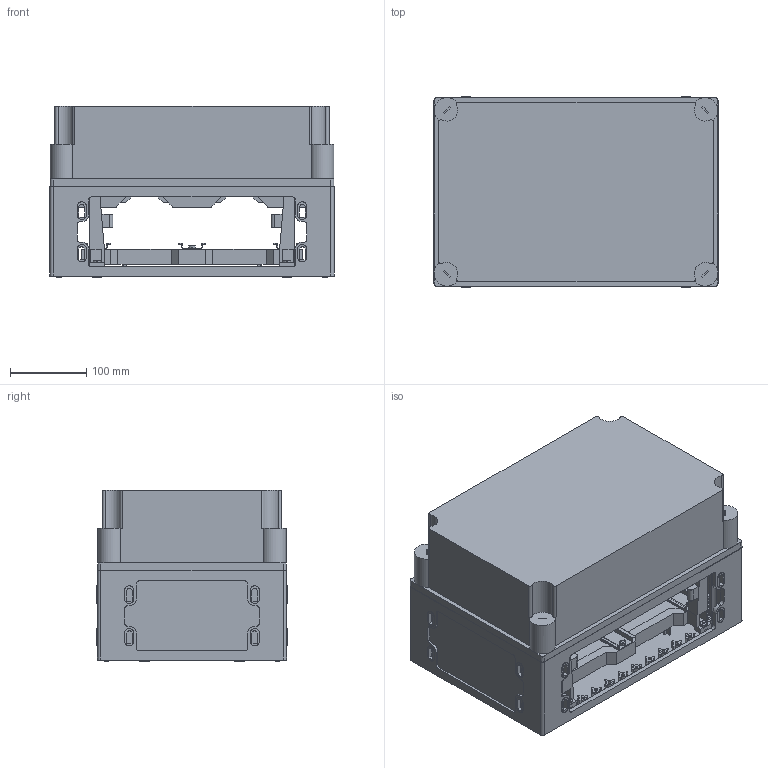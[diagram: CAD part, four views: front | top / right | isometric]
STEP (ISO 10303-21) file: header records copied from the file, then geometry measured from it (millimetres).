
FILE_DESCRIPTION( ( 'STEP AP214' ), '1' );
FILE_NAME( 'av_i43_200.stp', '2021-07-13T10:08:33', ( 'License CC BY-ND 4.0' ), ( 'CADENAS' ), ' ', 'PARTsolutions', ' ' );
FILE_SCHEMA( ( 'AUTOMOTIVE_DESIGN { 1 0 10303 214 1 1 1 1 }' ) );
Length unit declared in the file: millimetre
Products named in the file (5): 045581; _065028_P; _074155_P; _000239_P1; _000239_P1_2
Assembly tree (4 placements, depth 2):
  045581
    _065028_P
    _074155_P
    _000239_P1
    _000239_P1_2
Bounding box: 375 x 250 x 225 mm (x, y, z)
Volume: 8202802.8 mm3; surface area: 1116765.6 mm2
Topology: 4 solids, 4 shells, 2341 faces, 6365 edges, 4227 vertices
Faces by surface type: plane 1653, cylinder 672, sphere 8, torus 4, cone 4
Full cylindrical faces by diameter (mm): 3.85 x42, 4.8 x4, 6 x12, 6.5 x4, 8 x4, 8.094 x6, 9 x4, 9.5 x8, 10.5 x4, 12 x8, 14.5 x4
Entity records: 91646 total; most frequent: CARTESIAN_POINT 12950, ORIENTED_EDGE 12422, DIRECTION 12354, EDGE_CURVE 6211, LINE 4656, VECTOR 4656, VERTEX_POINT 4189, AXIS2_PLACEMENT_3D 3849
